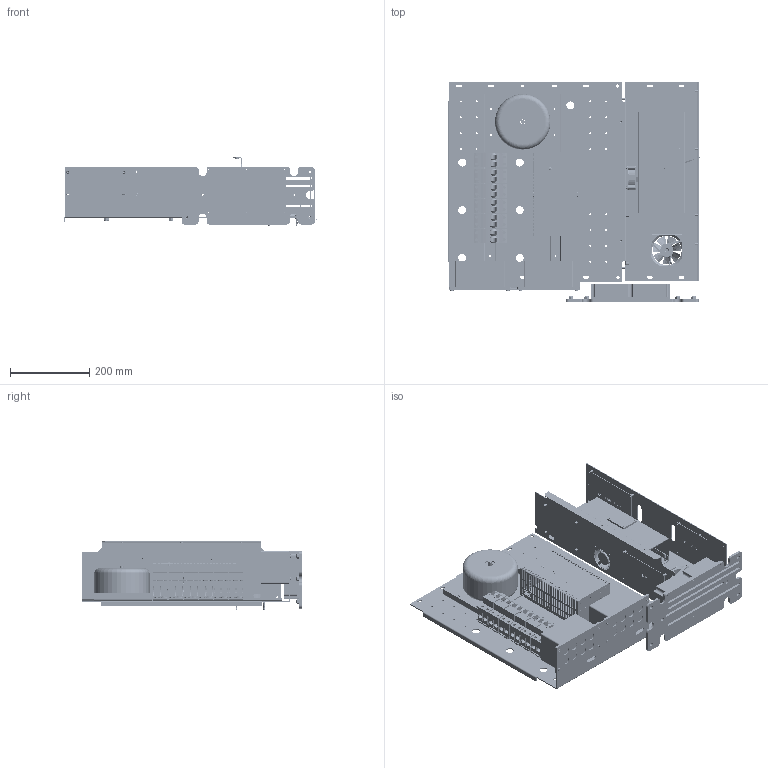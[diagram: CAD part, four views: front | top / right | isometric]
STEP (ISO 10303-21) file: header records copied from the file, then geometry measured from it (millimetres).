
FILE_DESCRIPTION (( 'STEP AP214' ), '1' );
FILE_NAME ('CHECKED_FULL_PA.STEP', '2017-04-09T18:56:19', ( '' ), ( '' ), 'SwSTEP 2.0', 'SolidWorks 2015', '' );
FILE_SCHEMA (( 'AUTOMOTIVE_DESIGN' ));
Length unit declared in the file: inch
Products named in the file (63): CHECKED_5801K800_F_5801K8; CHECKED_TRACO_EX_F; CHECKED_21500011-LENS_EX_F; CHECKED_Copy of FRAME_F; CHECKED_94238A101_F_94238A101; CHECKED_Dtacq_Assembly; CHECKED_Dtacq_PCBs; CHECKED_INSERT M6_EX_F; CHECKED_3503_F; CHECKED_SW3dPS-fan 60x60x25 mm_Carcasa Ventilador 60x60_F; CHECKED_OptionalPartsDtacq; CHECKED_PA_Plate_F; CHECKED_CLEF; CHECKED_DOUBLE; CHECKED_24500067-SCREW_EX_F; CHECKED_ToroidPlate; CHECKED_SW3dPS-fan 60x60x25 mm_Carcasa Ventilador 60x60_2_F; CHECKED_SB100443_S_ASM_Next assembly relationship#VIS_7_2;VIS_7_2_3; CHECKED_RubberStands; CHECKED_HeatPlate_F; CHECKED_SB100443_S_ASM_Next assembly relationship#CLIP_1;CLIP_1; CHECKED_Fan 60x60x25mm_F; CHECKED_24600075-HOOD_EX_F; CHECKED_UTopFold; CHECKED_FANSBACK_2_EX_F; CHECKED_FULL_PA; CHECKED_F80MM_FAN_PROP_2_EX_F; CHECKED_23300011-SWITCH_EX_F; CHECKED_PowerDistribution; CHECKED_OTHERPCB; CHECKED_VSWR; CHECKED_PA_PCBs; CHECKED_SB100443_S_ASM_Next assembly relationship#VIS_7_2;VIS_7_2_4; CHECKED_23500089-CONNECTOR_EX_F; CHECKED_Power Amplifier; CHECKED_DtacqShell; CHECKED_24300124-HOOK_EX_F; CHECKED_PAPlate_F; CHECKED_Cooling; CHECKED_RADCLEF_F ...
Assembly tree (156 placements, depth 7):
  CHECKED_FULL_PA
    CHECKED_Power Amplifier
      CHECKED_PA_Components
        CHECKED_TRACO_EX_F
          CHECKED_21500011-LENS_EX_F
          CHECKED_24300124-HOOK_EX_F  x2
          CHECKED_24300137-LATCH_EX_F  x2
          CHECKED_24500067-SCREW_EX_F  x2
          CHECKED_23500089-CONNECTOR_EX_F
          CHECKED_23300011-SWITCH_EX_F
          CHECKED_24600076-CHASSIS_EX_F
          CHECKED_24600075-HOOD_EX_F
          CHECKED_23500094-CONNECTOR_EX_F
        CHECKED_ToroidPlate
        CHECKED_PABasePlate
          CHECKED_PA_Plate_F
          CHECKED_INSERT M6_EX_F  x10
          CHECKED_CLS-M4-0-PennEngineering-01-13-2017_F  x8
        CHECKED_DIN_SHORT_EX_F  x2
        CHECKED_Toroid2_F
        CHECKED_DOUBLE  x6
          CHECKED_SB100443_S_ASM_Next assembly relationship#COQUE_PRINCIPALE_2P;COQUE_PRINCIPALE_2P
          CHECKED_SB100443_S_ASM_Next assembly relationship#CLIP_2;CLIP_2
          CHECKED_SB100443_S_ASM_Next assembly relationship#CLIP_1;CLIP_1
          CHECKED_SB100443_S_ASM_Next assembly relationship#VIS_7_2;VIS_7_2
          CHECKED_SB100443_S_ASM_Next assembly relationship#VIS_7_2;VIS_7_2_2
          CHECKED_SB100443_S_ASM_Next assembly relationship#VIS_7_2;VIS_7_2_3
          CHECKED_SB100443_S_ASM_Next assembly relationship#VIS_7_2;VIS_7_2_4
      CHECKED_PAPlate_F
      CHECKED_HeatPlate_F
      CHECKED_PLATEPEMSHEAT_F
        CHECKED_94238A101_F_94238A101  x6
      CHECKED_PA_PCBs
        CHECKED_VSWR
      CHECKED_U Top Section
        CHECKED_TopSectionU
          CHECKED_UFrame
          CHECKED_SOSG-3.5M3-10-PennEngineering-01-13-2017_F  x20
          CHECKED_CLS-M4-0-PennEngineering-01-13-2017_F  x6
        CHECKED_OTHERPCB
        CHECKED_Fan 60x60x25mm_F
          CHECKED_SW3dPS-fan 60x60x25 mm_Carcasa Ventilador 60x60_F
          CHECKED_SW3dPS-fan 60x60x25 mm_Carcasa Ventilador 60x60_2_F
          CHECKED_5801K800_F_5801K8  x4
        CHECKED_Dtacq_Assembly
          CHECKED_Dtacq_PCBs
            CHECKED_RADCLEF_F
            CHECKED_CLEF
          CHECKED_OptionalPartsDtacq
            CHECKED_RubberStands
              CHECKED_5801K800_F_5801K8  x4
          CHECKED_DtacqBell
          CHECKED_BottomPlate_F
            CHECKED_350zp_10_F  x8
            CHECKED_3503_F  x18
            CHECKED_Copy of FRAME_F
          CHECKED_DtacqShell
            CHECKED_3503_F  x4
            CHECKED_UTopFold
        CHECKED_PowerDistribution
Bounding box: 646.65 x 553.5 x 174.01 mm (x, y, z)
Volume: 6562023.8 mm3; surface area: 2289271.3 mm2
Topology: 182 solids, 202 shells, 9946 faces, 26794 edges, 17583 vertices
Faces by surface type: plane 5315, cylinder 3437, cone 536, bspline 515, torus 132, sphere 11
Full cylindrical faces by diameter (mm): 0.434 x2, 1.4 x7, 2 x2, 2.1 x36, 2.2 x12, 2.459 x58, 2.8 x5, 3 x32, 3.2 x1, 3.242 x14, 3.48 x22, 3.5 x75, 3.6 x2, 3.771 x8, 4 x59, 4.19 x8, 4.2 x20, 4.22 x48, 4.5 x88, 4.851 x20, 4.902 x8, 5 x74, 5.12 x40, 5.22 x6, 5.25 x12, 5.33 x1, 5.38 x14, 5.387 x24, 5.39 x60, 6 x10
Entity records: 192578 total; most frequent: CARTESIAN_POINT 61552, ORIENTED_EDGE 23562, DIRECTION 21452, EDGE_CURVE 11782, VERTEX_POINT 7993, LINE 7320, VECTOR 7320, AXIS2_PLACEMENT_3D 7066
